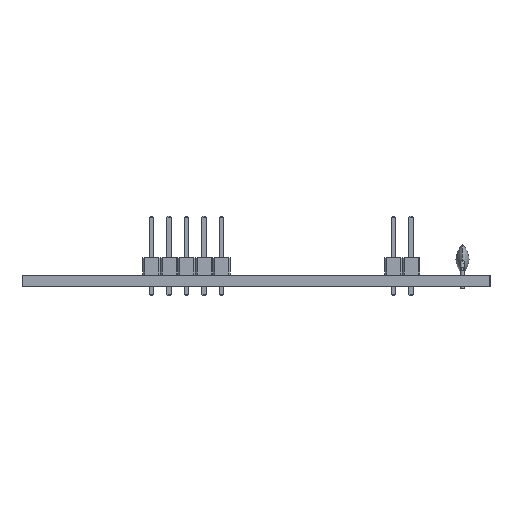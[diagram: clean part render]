
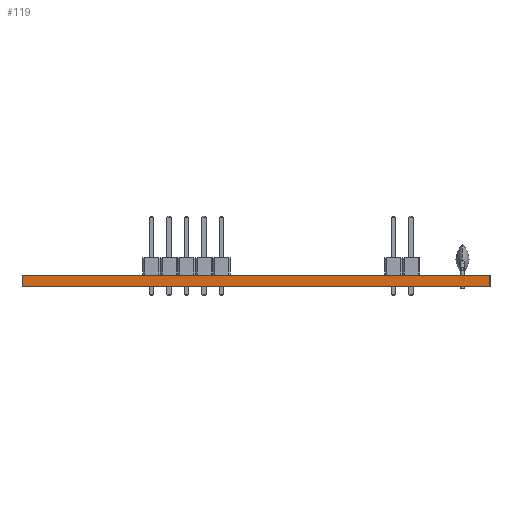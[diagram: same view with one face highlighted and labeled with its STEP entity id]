
A CAD part, left-side view. The second image highlights one B-rep face of the part: STEP entity #119.
In plain terms, the highlighted planar face has unit normal (-1, 0, 0).
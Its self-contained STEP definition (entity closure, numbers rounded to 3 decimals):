
#61 = EDGE_CURVE('',#62,#64,#66,.T.);
#62 = VERTEX_POINT('',#63);
#63 = CARTESIAN_POINT('',(-47.5,-34.,0.));
#64 = VERTEX_POINT('',#65);
#65 = CARTESIAN_POINT('',(-47.5,-34.,-1.6));
#66 = LINE('',#67,#68);
#67 = CARTESIAN_POINT('',(-47.5,-34.,0.));
#68 = VECTOR('',#69,1.);
#69 = DIRECTION('',(0.,0.,-1.));
#119 = ADVANCED_FACE('',(#120),#145,.T.);
#120 = FACE_BOUND('',#121,.T.);
#121 = EDGE_LOOP('',(#122,#132,#138,#139));
#122 = ORIENTED_EDGE('',*,*,#123,.T.);
#123 = EDGE_CURVE('',#124,#126,#128,.T.);
#124 = VERTEX_POINT('',#125);
#125 = CARTESIAN_POINT('',(-47.5,34.,0.));
#126 = VERTEX_POINT('',#127);
#127 = CARTESIAN_POINT('',(-47.5,34.,-1.6));
#128 = LINE('',#129,#130);
#129 = CARTESIAN_POINT('',(-47.5,34.,0.));
#130 = VECTOR('',#131,1.);
#131 = DIRECTION('',(0.,0.,-1.));
#132 = ORIENTED_EDGE('',*,*,#133,.T.);
#133 = EDGE_CURVE('',#126,#64,#134,.T.);
#134 = LINE('',#135,#136);
#135 = CARTESIAN_POINT('',(-47.5,34.,-1.6));
#136 = VECTOR('',#137,1.);
#137 = DIRECTION('',(0.,-1.,0.));
#138 = ORIENTED_EDGE('',*,*,#61,.F.);
#139 = ORIENTED_EDGE('',*,*,#140,.F.);
#140 = EDGE_CURVE('',#124,#62,#141,.T.);
#141 = LINE('',#142,#143);
#142 = CARTESIAN_POINT('',(-47.5,34.,0.));
#143 = VECTOR('',#144,1.);
#144 = DIRECTION('',(0.,-1.,0.));
#145 = PLANE('',#146);
#146 = AXIS2_PLACEMENT_3D('',#147,#148,#149);
#147 = CARTESIAN_POINT('',(-47.5,34.,0.));
#148 = DIRECTION('',(-1.,-0.,-0.));
#149 = DIRECTION('',(0.,-1.,0.));
